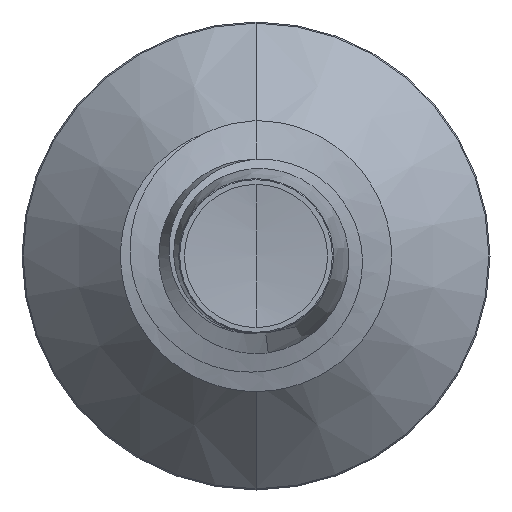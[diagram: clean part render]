
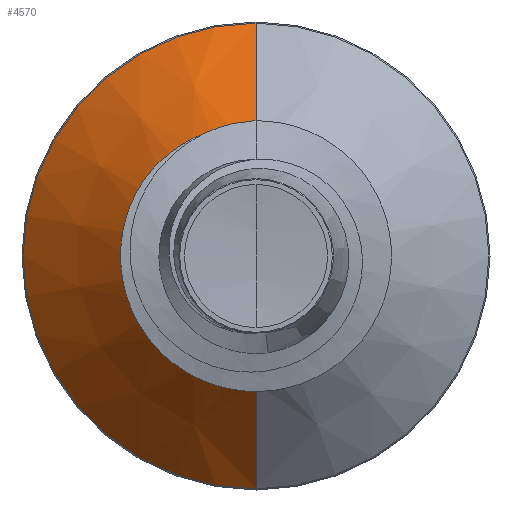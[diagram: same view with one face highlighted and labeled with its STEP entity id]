
A CAD part, front view. The second image highlights one B-rep face of the part: STEP entity #4570.
In plain terms, the highlighted conical face has half-angle 45 degrees and reference radius 1.034 mm.
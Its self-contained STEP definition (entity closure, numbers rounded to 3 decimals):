
#1300 = EDGE_LOOP ( 'NONE', ( #7599, #3226, #5159, #3677 ) ) ;
#1434 = AXIS2_PLACEMENT_3D ( 'NONE', #2470, #4967, #7002 ) ;
#1651 = CARTESIAN_POINT ( 'NONE',  ( 0., 2.14, -1.89 ) ) ;
#1909 = EDGE_CURVE ( 'NONE', #7759, #8339, #6271, .T. ) ;
#2134 = CARTESIAN_POINT ( 'NONE',  ( 0., 1.284, -1.034 ) ) ;
#2250 = DIRECTION ( 'NONE',  ( 0., 0.707, -0.707 ) ) ;
#2377 = CARTESIAN_POINT ( 'NONE',  ( 0., 1.284, 1.034 ) ) ;
#2436 = DIRECTION ( 'NONE',  ( 0., 0.707, 0.707 ) ) ;
#2470 = CARTESIAN_POINT ( 'NONE',  ( 0., 1.284, 0. ) ) ;
#2702 = VECTOR ( 'NONE', #2436, 1000. ) ;
#2863 = DIRECTION ( 'NONE',  ( 0., 1., 0. ) ) ;
#3193 = CONICAL_SURFACE ( 'NONE', #1434, 1.034, 0.785 ) ;
#3215 = DIRECTION ( 'NONE',  ( 0., 1., 0. ) ) ;
#3226 = ORIENTED_EDGE ( 'NONE', *, *, #6305, .T. ) ;
#3399 = FACE_OUTER_BOUND ( 'NONE', #1300, .T. ) ;
#3677 = ORIENTED_EDGE ( 'NONE', *, *, #8144, .F. ) ;
#3731 = LINE ( 'NONE', #4228, #5511 ) ;
#4036 = CIRCLE ( 'NONE', #4071, 1.89 ) ;
#4071 = AXIS2_PLACEMENT_3D ( 'NONE', #6908, #2863, #7565 ) ;
#4228 = CARTESIAN_POINT ( 'NONE',  ( 0., 1.284, -1.034 ) ) ;
#4304 = CARTESIAN_POINT ( 'NONE',  ( 0., 2.14, 1.89 ) ) ;
#4568 = CIRCLE ( 'NONE', #8388, 1.034 ) ;
#4570 = ADVANCED_FACE ( 'NONE', ( #3399 ), #3193, .T. ) ;
#4967 = DIRECTION ( 'NONE',  ( 0., 1., 0. ) ) ;
#5159 = ORIENTED_EDGE ( 'NONE', *, *, #1909, .T. ) ;
#5511 = VECTOR ( 'NONE', #2250, 1000. ) ;
#5653 = CARTESIAN_POINT ( 'NONE',  ( 0., 1.284, 1.034 ) ) ;
#6271 = LINE ( 'NONE', #2377, #2702 ) ;
#6305 = EDGE_CURVE ( 'NONE', #6924, #7759, #4568, .T. ) ;
#6908 = CARTESIAN_POINT ( 'NONE',  ( 0., 2.14, 0. ) ) ;
#6924 = VERTEX_POINT ( 'NONE', #2134 ) ;
#7002 = DIRECTION ( 'NONE',  ( 0., 0., 1. ) ) ;
#7264 = CARTESIAN_POINT ( 'NONE',  ( 0., 1.284, 0. ) ) ;
#7565 = DIRECTION ( 'NONE',  ( 0., 0., 1. ) ) ;
#7599 = ORIENTED_EDGE ( 'NONE', *, *, #7671, .F. ) ;
#7671 = EDGE_CURVE ( 'NONE', #6924, #7760, #3731, .T. ) ;
#7759 = VERTEX_POINT ( 'NONE', #5653 ) ;
#7760 = VERTEX_POINT ( 'NONE', #1651 ) ;
#7878 = DIRECTION ( 'NONE',  ( 0., 0., 1. ) ) ;
#8144 = EDGE_CURVE ( 'NONE', #7760, #8339, #4036, .T. ) ;
#8339 = VERTEX_POINT ( 'NONE', #4304 ) ;
#8388 = AXIS2_PLACEMENT_3D ( 'NONE', #7264, #3215, #7878 ) ;
